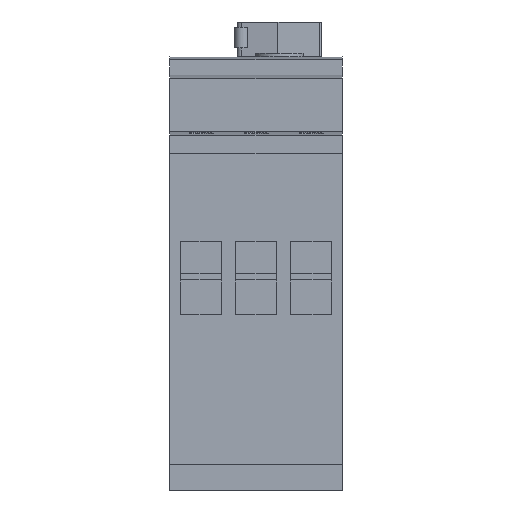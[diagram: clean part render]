
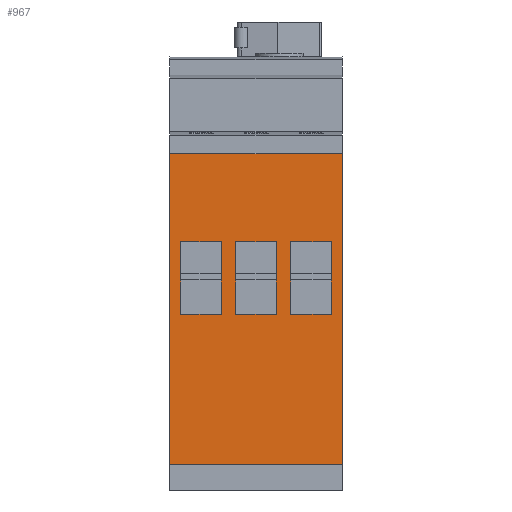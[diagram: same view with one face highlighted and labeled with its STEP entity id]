
A CAD part, front view. The second image highlights one B-rep face of the part: STEP entity #967.
In plain terms, the highlighted planar face has unit normal (0, -1, 0).
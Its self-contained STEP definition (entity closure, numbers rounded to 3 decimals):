
#679 = FACE_BOUND ( 'NONE', #5727, .T. ) ;
#691 = FACE_BOUND ( 'NONE', #5710, .T. ) ;
#696 = AXIS2_PLACEMENT_3D ( 'NONE', #2677, #2678, #2679 ) ;
#698 = FACE_BOUND ( 'NONE', #5708, .T. ) ;
#700 = FACE_OUTER_BOUND ( 'NONE', #5705, .T. ) ;
#818 = VECTOR ( 'NONE', #3032, 1000. ) ;
#967 = ADVANCED_FACE ( 'NONE', ( #691, #679, #698, #700 ), #2676, .T. ) ;
#1011 = EDGE_CURVE ( 'NONE', #5758, #5759, #3030, .T. ) ;
#1014 = EDGE_CURVE ( 'NONE', #5756, #5754, #3039, .T. ) ;
#1015 = EDGE_CURVE ( 'NONE', #5754, #5758, #3042, .T. ) ;
#1016 = EDGE_CURVE ( 'NONE', #5759, #5756, #3045, .T. ) ;
#1019 = EDGE_CURVE ( 'NONE', #5446, #5791, #3054, .T. ) ;
#1020 = EDGE_CURVE ( 'NONE', #5445, #5446, #3057, .T. ) ;
#1026 = EDGE_CURVE ( 'NONE', #5771, #5774, #3075, .T. ) ;
#1027 = EDGE_CURVE ( 'NONE', #5791, #5793, #3078, .T. ) ;
#1028 = EDGE_CURVE ( 'NONE', #5764, #5769, #3081, .T. ) ;
#1030 = EDGE_CURVE ( 'NONE', #5776, #5771, #3087, .T. ) ;
#1031 = EDGE_CURVE ( 'NONE', #5769, #5766, #3090, .T. ) ;
#1032 = EDGE_CURVE ( 'NONE', #5793, #5444, #3093, .T. ) ;
#1033 = EDGE_CURVE ( 'NONE', #5766, #5761, #3096, .T. ) ;
#1035 = EDGE_CURVE ( 'NONE', #5774, #5789, #3101, .T. ) ;
#1037 = EDGE_CURVE ( 'NONE', #5789, #5776, #3109, .T. ) ;
#1040 = EDGE_CURVE ( 'NONE', #5761, #5764, #3118, .T. ) ;
#1042 = EDGE_CURVE ( 'NONE', #5445, #5444, #3124, .T. ) ;
#1224 = CARTESIAN_POINT ( 'NONE',  ( -27.5, -62.5, 107. ) ) ;
#1225 = CARTESIAN_POINT ( 'NONE',  ( -27.5, -62.5, 8. ) ) ;
#1226 = CARTESIAN_POINT ( 'NONE',  ( -15., -62.5, 8. ) ) ;
#1660 = CARTESIAN_POINT ( 'NONE',  ( -24., -62.5, 56. ) ) ;
#1661 = CARTESIAN_POINT ( 'NONE',  ( -24., -62.5, 79. ) ) ;
#1662 = CARTESIAN_POINT ( 'NONE',  ( -11., -62.5, 56. ) ) ;
#1663 = CARTESIAN_POINT ( 'NONE',  ( -11., -62.5, 79. ) ) ;
#1664 = CARTESIAN_POINT ( 'NONE',  ( 24., -62.5, 56. ) ) ;
#1665 = CARTESIAN_POINT ( 'NONE',  ( 24., -62.5, 79. ) ) ;
#1666 = CARTESIAN_POINT ( 'NONE',  ( 11., -62.5, 56. ) ) ;
#1667 = CARTESIAN_POINT ( 'NONE',  ( 11., -62.5, 79. ) ) ;
#1668 = CARTESIAN_POINT ( 'NONE',  ( -6.5, -62.5, 79. ) ) ;
#1669 = CARTESIAN_POINT ( 'NONE',  ( -6.5, -62.5, 56. ) ) ;
#1670 = CARTESIAN_POINT ( 'NONE',  ( 6.5, -62.5, 79. ) ) ;
#1671 = CARTESIAN_POINT ( 'NONE',  ( 6.5, -62.5, 56. ) ) ;
#1672 = CARTESIAN_POINT ( 'NONE',  ( 27.5, -62.5, 8. ) ) ;
#1673 = CARTESIAN_POINT ( 'NONE',  ( 27.5, -62.5, 107. ) ) ;
#2676 = PLANE ( 'NONE',  #696 ) ;
#2677 = CARTESIAN_POINT ( 'NONE',  ( -27.5, -62.5, 113. ) ) ;
#2678 = DIRECTION ( 'NONE',  ( 0., -1., 0. ) ) ;
#2679 = DIRECTION ( 'NONE',  ( 0., 0., 1. ) ) ;
#3030 = LINE ( 'NONE', #3031, #818 ) ;
#3031 = CARTESIAN_POINT ( 'NONE',  ( -11., -62.5, 79. ) ) ;
#3032 = DIRECTION ( 'NONE',  ( 0., 0., 1. ) ) ;
#3039 = LINE ( 'NONE', #3040, #5878 ) ;
#3040 = CARTESIAN_POINT ( 'NONE',  ( -24., -62.5, 79. ) ) ;
#3041 = DIRECTION ( 'NONE',  ( 0., 0., -1. ) ) ;
#3042 = LINE ( 'NONE', #3043, #5879 ) ;
#3043 = CARTESIAN_POINT ( 'NONE',  ( -11., -62.5, 56. ) ) ;
#3044 = DIRECTION ( 'NONE',  ( 1., 0., 0. ) ) ;
#3045 = LINE ( 'NONE', #3046, #5880 ) ;
#3046 = CARTESIAN_POINT ( 'NONE',  ( -11., -62.5, 79. ) ) ;
#3047 = DIRECTION ( 'NONE',  ( -1., 0., 0. ) ) ;
#3054 = LINE ( 'NONE', #3055, #5883 ) ;
#3055 = CARTESIAN_POINT ( 'NONE',  ( -27.5, -62.5, 8. ) ) ;
#3056 = DIRECTION ( 'NONE',  ( 1., 0., 0. ) ) ;
#3057 = LINE ( 'NONE', #3058, #5884 ) ;
#3058 = CARTESIAN_POINT ( 'NONE',  ( -27.5, -62.5, 8. ) ) ;
#3059 = DIRECTION ( 'NONE',  ( 1., 0., 0. ) ) ;
#3075 = LINE ( 'NONE', #3076, #5890 ) ;
#3076 = CARTESIAN_POINT ( 'NONE',  ( -6.5, -62.5, 79. ) ) ;
#3077 = DIRECTION ( 'NONE',  ( 0., 0., -1. ) ) ;
#3078 = LINE ( 'NONE', #3079, #5891 ) ;
#3079 = CARTESIAN_POINT ( 'NONE',  ( 27.5, -62.5, 113. ) ) ;
#3080 = DIRECTION ( 'NONE',  ( 0., 0., 1. ) ) ;
#3081 = LINE ( 'NONE', #3082, #5892 ) ;
#3082 = CARTESIAN_POINT ( 'NONE',  ( 24., -62.5, 79. ) ) ;
#3083 = DIRECTION ( 'NONE',  ( -1., 0., 0. ) ) ;
#3087 = LINE ( 'NONE', #3088, #5894 ) ;
#3088 = CARTESIAN_POINT ( 'NONE',  ( 6.5, -62.5, 79. ) ) ;
#3089 = DIRECTION ( 'NONE',  ( -1., 0., 0. ) ) ;
#3090 = LINE ( 'NONE', #3091, #5896 ) ;
#3091 = CARTESIAN_POINT ( 'NONE',  ( 11., -62.5, 79. ) ) ;
#3092 = DIRECTION ( 'NONE',  ( 0., 0., -1. ) ) ;
#3093 = LINE ( 'NONE', #3094, #5897 ) ;
#3094 = CARTESIAN_POINT ( 'NONE',  ( -27.5, -62.5, 107. ) ) ;
#3095 = DIRECTION ( 'NONE',  ( -1., 0., 0. ) ) ;
#3096 = LINE ( 'NONE', #3097, #5899 ) ;
#3097 = CARTESIAN_POINT ( 'NONE',  ( 24., -62.5, 56. ) ) ;
#3098 = DIRECTION ( 'NONE',  ( 1., 0., 0. ) ) ;
#3101 = LINE ( 'NONE', #3102, #5901 ) ;
#3102 = CARTESIAN_POINT ( 'NONE',  ( 6.5, -62.5, 56. ) ) ;
#3103 = DIRECTION ( 'NONE',  ( 1., 0., 0. ) ) ;
#3109 = LINE ( 'NONE', #3110, #5902 ) ;
#3110 = CARTESIAN_POINT ( 'NONE',  ( 6.5, -62.5, 79. ) ) ;
#3111 = DIRECTION ( 'NONE',  ( 0., 0., 1. ) ) ;
#3118 = LINE ( 'NONE', #3119, #5905 ) ;
#3119 = CARTESIAN_POINT ( 'NONE',  ( 24., -62.5, 79. ) ) ;
#3120 = DIRECTION ( 'NONE',  ( 0., 0., 1. ) ) ;
#3124 = LINE ( 'NONE', #3125, #5907 ) ;
#3125 = CARTESIAN_POINT ( 'NONE',  ( -27.5, -62.5, 113. ) ) ;
#3126 = DIRECTION ( 'NONE',  ( 0., 0., 1. ) ) ;
#3841 = ORIENTED_EDGE ( 'NONE', *, *, #1020, .T. ) ;
#3842 = ORIENTED_EDGE ( 'NONE', *, *, #1042, .F. ) ;
#3864 = ORIENTED_EDGE ( 'NONE', *, *, #1040, .F. ) ;
#3866 = ORIENTED_EDGE ( 'NONE', *, *, #1015, .F. ) ;
#3867 = ORIENTED_EDGE ( 'NONE', *, *, #1016, .F. ) ;
#3868 = ORIENTED_EDGE ( 'NONE', *, *, #1014, .F. ) ;
#3869 = ORIENTED_EDGE ( 'NONE', *, *, #1011, .F. ) ;
#3877 = ORIENTED_EDGE ( 'NONE', *, *, #1037, .F. ) ;
#3880 = ORIENTED_EDGE ( 'NONE', *, *, #1026, .F. ) ;
#3881 = ORIENTED_EDGE ( 'NONE', *, *, #1033, .F. ) ;
#3883 = ORIENTED_EDGE ( 'NONE', *, *, #1031, .F. ) ;
#3885 = ORIENTED_EDGE ( 'NONE', *, *, #1030, .F. ) ;
#3886 = ORIENTED_EDGE ( 'NONE', *, *, #1035, .F. ) ;
#3889 = ORIENTED_EDGE ( 'NONE', *, *, #1028, .F. ) ;
#3890 = ORIENTED_EDGE ( 'NONE', *, *, #1019, .T. ) ;
#3891 = ORIENTED_EDGE ( 'NONE', *, *, #1027, .T. ) ;
#3892 = ORIENTED_EDGE ( 'NONE', *, *, #1032, .T. ) ;
#5444 = VERTEX_POINT ( 'NONE', #1224 ) ;
#5445 = VERTEX_POINT ( 'NONE', #1225 ) ;
#5446 = VERTEX_POINT ( 'NONE', #1226 ) ;
#5705 = EDGE_LOOP ( 'NONE', ( #3891, #3892, #3842, #3841, #3890 ) ) ;
#5708 = EDGE_LOOP ( 'NONE', ( #3880, #3885, #3877, #3886 ) ) ;
#5710 = EDGE_LOOP ( 'NONE', ( #3866, #3868, #3867, #3869 ) ) ;
#5727 = EDGE_LOOP ( 'NONE', ( #3864, #3881, #3883, #3889 ) ) ;
#5754 = VERTEX_POINT ( 'NONE', #1660 ) ;
#5756 = VERTEX_POINT ( 'NONE', #1661 ) ;
#5758 = VERTEX_POINT ( 'NONE', #1662 ) ;
#5759 = VERTEX_POINT ( 'NONE', #1663 ) ;
#5761 = VERTEX_POINT ( 'NONE', #1664 ) ;
#5764 = VERTEX_POINT ( 'NONE', #1665 ) ;
#5766 = VERTEX_POINT ( 'NONE', #1666 ) ;
#5769 = VERTEX_POINT ( 'NONE', #1667 ) ;
#5771 = VERTEX_POINT ( 'NONE', #1668 ) ;
#5774 = VERTEX_POINT ( 'NONE', #1669 ) ;
#5776 = VERTEX_POINT ( 'NONE', #1670 ) ;
#5789 = VERTEX_POINT ( 'NONE', #1671 ) ;
#5791 = VERTEX_POINT ( 'NONE', #1672 ) ;
#5793 = VERTEX_POINT ( 'NONE', #1673 ) ;
#5878 = VECTOR ( 'NONE', #3041, 1000. ) ;
#5879 = VECTOR ( 'NONE', #3044, 1000. ) ;
#5880 = VECTOR ( 'NONE', #3047, 1000. ) ;
#5883 = VECTOR ( 'NONE', #3056, 1000. ) ;
#5884 = VECTOR ( 'NONE', #3059, 1000. ) ;
#5890 = VECTOR ( 'NONE', #3077, 1000. ) ;
#5891 = VECTOR ( 'NONE', #3080, 1000. ) ;
#5892 = VECTOR ( 'NONE', #3083, 1000. ) ;
#5894 = VECTOR ( 'NONE', #3089, 1000. ) ;
#5896 = VECTOR ( 'NONE', #3092, 1000. ) ;
#5897 = VECTOR ( 'NONE', #3095, 1000. ) ;
#5899 = VECTOR ( 'NONE', #3098, 1000. ) ;
#5901 = VECTOR ( 'NONE', #3103, 1000. ) ;
#5902 = VECTOR ( 'NONE', #3111, 1000. ) ;
#5905 = VECTOR ( 'NONE', #3120, 1000. ) ;
#5907 = VECTOR ( 'NONE', #3126, 1000. ) ;
